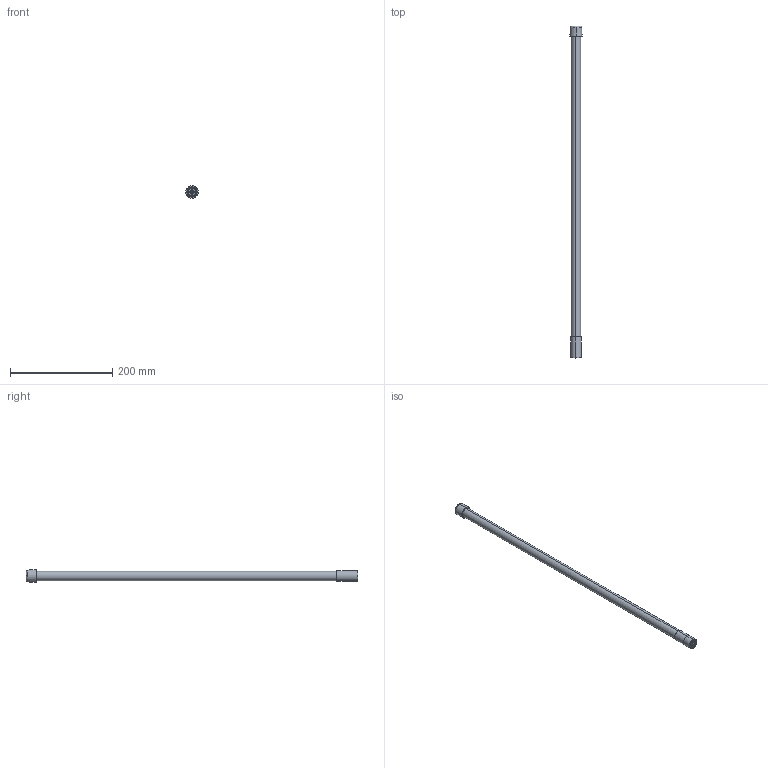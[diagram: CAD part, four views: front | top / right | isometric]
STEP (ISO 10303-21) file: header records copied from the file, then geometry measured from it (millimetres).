
FILE_DESCRIPTION (( 'STEP AP214' ), '1' );
FILE_NAME ('HGV-3511U-NM_3D.STEP', '2022-02-24T18:51:56', ( '' ), ( '' ), 'SwSTEP 2.0', 'SolidWorks 2021', '' );
FILE_SCHEMA (( 'AUTOMOTIVE_DESIGN' ));
Length unit declared in the file: inch
Products named in the file (4): Copy of W24FG12A_06A^HGV-3511U-NM; Copy of W24FG9A-NM^HGV-3511U-NM; Copy of W24FG12A_05^HGV-3511U-NM; HGV-3511U-NM_3D
Assembly tree (3 placements, depth 2):
  HGV-3511U-NM_3D
    Copy of W24FG9A-NM^HGV-3511U-NM
    Copy of W24FG12A_06A^HGV-3511U-NM
    Copy of W24FG12A_05^HGV-3511U-NM
Bounding box: 24 x 650 x 24 mm (x, y, z)
Volume: 88193 mm3; surface area: 73690.1 mm2
Topology: 3 solids, 3 shells, 96 faces, 281 edges, 200 vertices
Faces by surface type: cylinder 39, plane 24, cone 23, bspline 10
Entity records: 7226 total; most frequent: CARTESIAN_POINT 3863, ORIENTED_EDGE 558, DIRECTION 396, EDGE_CURVE 279, VERTEX_POINT 200, AXIS2_PLACEMENT_3D 171, B_SPLINE_CURVE_WITH_KNOTS 142, EDGE_LOOP 109
